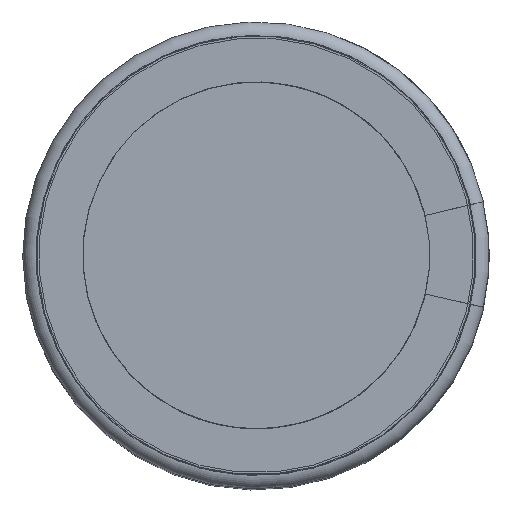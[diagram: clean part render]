
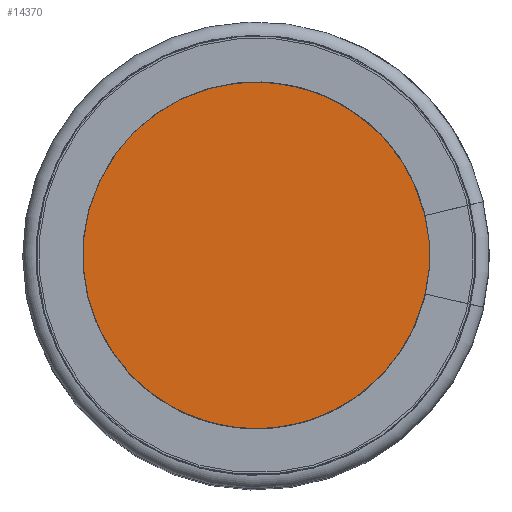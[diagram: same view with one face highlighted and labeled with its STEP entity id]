
A CAD part, top view. The second image highlights one B-rep face of the part: STEP entity #14370.
In plain terms, the highlighted face is planar.
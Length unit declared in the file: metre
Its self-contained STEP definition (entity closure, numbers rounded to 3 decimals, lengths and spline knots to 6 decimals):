
#392=PLANE('',#15419);
#842=CIRCLE('',#15420,0.016432);
#4911=ORIENTED_EDGE('',*,*,#6878,.F.);
#6878=EDGE_CURVE('',#7874,#7874,#842,.T.);
#7874=VERTEX_POINT('',#25001);
#8598=EDGE_LOOP('',(#4911));
#9308=FACE_BOUND('',#8598,.T.);
#14370=ADVANCED_FACE('',(#9308),#392,.F.);
#15419=AXIS2_PLACEMENT_3D('',#24999,#18167,#18168);
#15420=AXIS2_PLACEMENT_3D('',#25000,#18169,#18170);
#18167=DIRECTION('',(0.,-1.,0.));
#18168=DIRECTION('',(0.,0.,-1.));
#18169=DIRECTION('',(0.,-1.,0.));
#18170=DIRECTION('',(0.,0.,-1.));
#24999=CARTESIAN_POINT('',(0.,0.04878,0.));
#25000=CARTESIAN_POINT('',(0.,0.04878,0.));
#25001=CARTESIAN_POINT('',(0.,0.04878,-0.016432));
